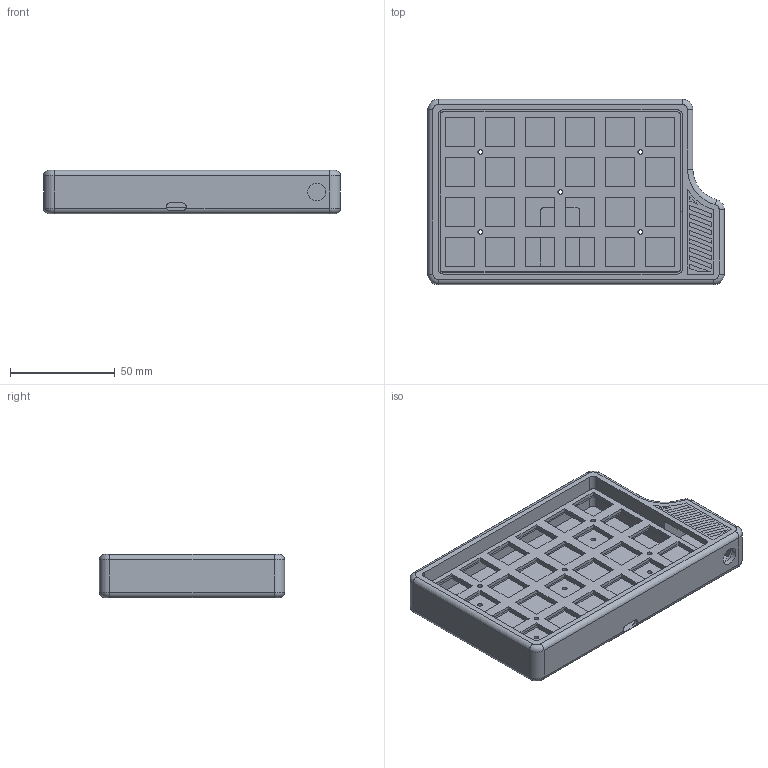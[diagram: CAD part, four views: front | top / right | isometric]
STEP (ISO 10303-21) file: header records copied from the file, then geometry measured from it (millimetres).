
FILE_DESCRIPTION(('HOOPS Exchange Step'),'2;1');
FILE_NAME('temp_export','2024-07-09T07:52:00-04:00',('jscotto'),('Shapr3D Limited'),'HOOPS Exchange 2024.2','Shapr3D','Authorized');
FILE_SCHEMA( ('AUTOMOTIVE_DESIGN { 1 0 10303 214 1 1 1 1 }') );
Length unit declared in the file: millimetre
Products named in the file (1): Right (3x6)
Bounding box: 141.3 x 88.2 x 20.6 mm (x, y, z)
Volume: 84372.2 mm3; surface area: 55306.5 mm2
Topology: 3 solids, 3 shells, 411 faces, 1094 edges, 722 vertices
Faces by surface type: plane 342, cylinder 49, torus 12, cone 8
Full cylindrical faces by diameter (mm): 2.2 x10, 8.5 x1, 12.5 x1
Entity records: 12873 total; most frequent: CARTESIAN_POINT 2264, ORIENTED_EDGE 2188, DIRECTION 2053, EDGE_CURVE 1094, VECTOR 955, LINE 955, VERTEX_POINT 722, AXIS2_PLACEMENT_3D 549
